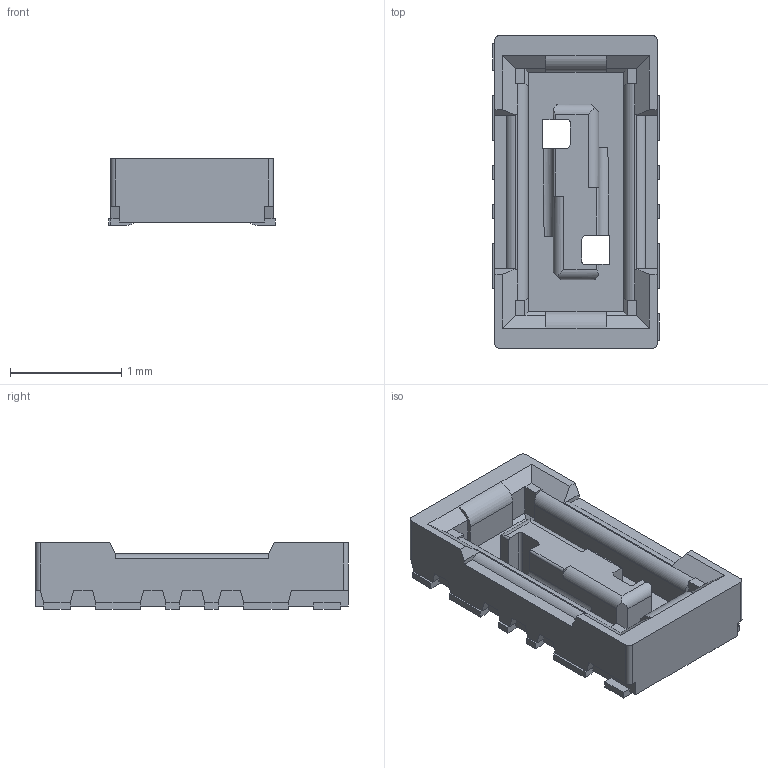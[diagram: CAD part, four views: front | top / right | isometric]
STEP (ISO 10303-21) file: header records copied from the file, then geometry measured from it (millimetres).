
FILE_DESCRIPTION(/* description */ ('STEP AP242','CAx-IF Rec.Pracs.---Representation and Presentation of Product Manufacturing Information (PMI)---4.0---2014-10-13','CAx-IF Rec.Pracs.---3D Tessellated Geometry---0.4---2014-09-14','2;1'),/* implementation_level */ '2;1');
FILE_NAME(/* name */ '61817c35ca829235c5b3f99c',/* time_stamp */ '2021-11-02T17:58:13+00:00',/* author */ (''),/* organization */ (''),/* preprocessor_version */ 'ST-DEVELOPER v18.1',/* originating_system */ ' ',/* authorisation */ ' ');
FILE_SCHEMA (('AP242_MANAGED_MODEL_BASED_3D_ENGINEERING_MIM_LF { 1 0 10303 442 1 1 4 }'));
Length unit declared in the file: metre
Products named in the file (1): BM29B0_6-4DS
Bounding box: 1.5 x 2.81 x 0.6 mm (x, y, z)
Volume: 1.6 mm3; surface area: 16.6 mm2
Topology: 1 solids, 1 shells, 227 faces, 644 edges, 418 vertices
Faces by surface type: plane 193, cylinder 34
Entity records: 7286 total; most frequent: CARTESIAN_POINT 1306, ORIENTED_EDGE 1288, DIRECTION 1170, EDGE_CURVE 644, LINE 566, VECTOR 566, VERTEX_POINT 418, AXIS2_PLACEMENT_3D 302
